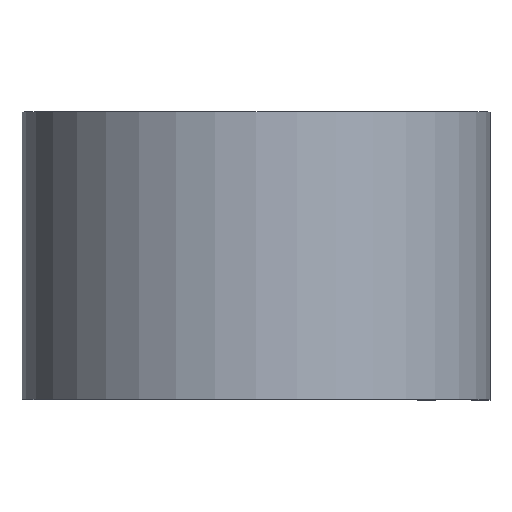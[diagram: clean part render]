
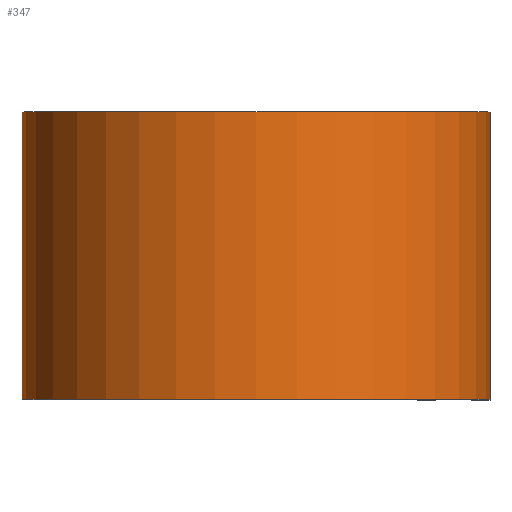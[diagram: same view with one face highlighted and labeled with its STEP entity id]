
A CAD part, top view. The second image highlights one B-rep face of the part: STEP entity #347.
In plain terms, the highlighted cylindrical face has radius 10.338 mm (diameter 20.676 mm), a partial arc.
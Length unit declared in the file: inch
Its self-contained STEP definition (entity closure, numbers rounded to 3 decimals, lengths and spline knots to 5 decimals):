
#24 = CARTESIAN_POINT ( 'NONE',  ( 0., 0.25, -0.407 ) ) ;
#57 = AXIS2_PLACEMENT_3D ( 'NONE', #135, #635, #338 ) ;
#70 = DIRECTION ( 'NONE',  ( 0., -1., 0. ) ) ;
#105 = CIRCLE ( 'NONE', #173, 0.407 ) ;
#119 = DIRECTION ( 'NONE',  ( 1., 0., 0. ) ) ;
#135 = CARTESIAN_POINT ( 'NONE',  ( 0., 0.25, 0. ) ) ;
#169 = CARTESIAN_POINT ( 'NONE',  ( 0.407, -0.25, 0. ) ) ;
#171 = EDGE_LOOP ( 'NONE', ( #629, #453, #423, #363 ) ) ;
#173 = AXIS2_PLACEMENT_3D ( 'NONE', #289, #377, #119 ) ;
#176 = DIRECTION ( 'NONE',  ( 0., -1., 0. ) ) ;
#192 = VECTOR ( 'NONE', #503, 39.37008 ) ;
#244 = CARTESIAN_POINT ( 'NONE',  ( 0.407, 0.25, 0. ) ) ;
#269 = EDGE_CURVE ( 'NONE', #428, #474, #611, .T. ) ;
#289 = CARTESIAN_POINT ( 'NONE',  ( 0., -0.25, 0. ) ) ;
#317 = VECTOR ( 'NONE', #70, 39.37008 ) ;
#332 = EDGE_CURVE ( 'NONE', #474, #458, #105, .T. ) ;
#335 = FACE_OUTER_BOUND ( 'NONE', #171, .T. ) ;
#338 = DIRECTION ( 'NONE',  ( 1., 0., 0. ) ) ;
#347 = ADVANCED_FACE ( 'NONE', ( #335 ), #571, .T. ) ;
#363 = ORIENTED_EDGE ( 'NONE', *, *, #269, .T. ) ;
#377 = DIRECTION ( 'NONE',  ( 0., 1., 0. ) ) ;
#423 = ORIENTED_EDGE ( 'NONE', *, *, #493, .F. ) ;
#424 = EDGE_CURVE ( 'NONE', #602, #458, #518, .T. ) ;
#428 = VERTEX_POINT ( 'NONE', #24 ) ;
#453 = ORIENTED_EDGE ( 'NONE', *, *, #424, .F. ) ;
#458 = VERTEX_POINT ( 'NONE', #169 ) ;
#474 = VERTEX_POINT ( 'NONE', #537 ) ;
#493 = EDGE_CURVE ( 'NONE', #428, #602, #534, .T. ) ;
#503 = DIRECTION ( 'NONE',  ( 0., -1., 0. ) ) ;
#513 = AXIS2_PLACEMENT_3D ( 'NONE', #630, #176, #579 ) ;
#518 = LINE ( 'NONE', #533, #317 ) ;
#533 = CARTESIAN_POINT ( 'NONE',  ( 0.407, 0.25, 0. ) ) ;
#534 = CIRCLE ( 'NONE', #57, 0.407 ) ;
#537 = CARTESIAN_POINT ( 'NONE',  ( 0., -0.25, -0.407 ) ) ;
#557 = CARTESIAN_POINT ( 'NONE',  ( 0., 0.25, -0.407 ) ) ;
#571 = CYLINDRICAL_SURFACE ( 'NONE', #513, 0.407 ) ;
#579 = DIRECTION ( 'NONE',  ( 0., 0., -1. ) ) ;
#602 = VERTEX_POINT ( 'NONE', #244 ) ;
#611 = LINE ( 'NONE', #557, #192 ) ;
#629 = ORIENTED_EDGE ( 'NONE', *, *, #332, .T. ) ;
#630 = CARTESIAN_POINT ( 'NONE',  ( 0., 0.25, 0. ) ) ;
#635 = DIRECTION ( 'NONE',  ( 0., 1., 0. ) ) ;
